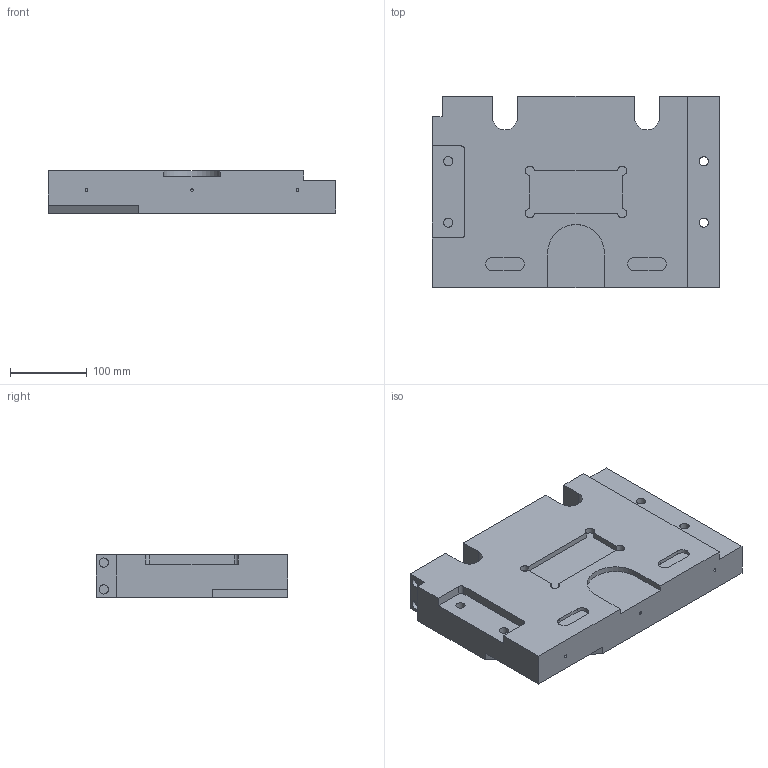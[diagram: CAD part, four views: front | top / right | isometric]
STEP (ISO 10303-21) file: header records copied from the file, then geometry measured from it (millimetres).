
FILE_DESCRIPTION(/* description */ (''),/* implementation_level */ '2;1');
FILE_NAME(/* name */ '',/* time_stamp */ '2024-06-13T18:57:45+09:00',/* author */ (''),/* organization */ (''),/* preprocessor_version */ 'ST-DEVELOPER v20',/* originating_system */ 'Autodesk Translation Framework v13.14.0.145',/* authorisation */ '');
FILE_SCHEMA (('AUTOMOTIVE_DESIGN { 1 0 10303 214 3 1 1 }'));
Length unit declared in the file: millimetre
Products named in the file (1): 検証用サンプル7maru
Bounding box: 375 x 250 x 55 mm (x, y, z)
Volume: 4377262.7 mm3; surface area: 275395.1 mm2
Topology: 1 solids, 1 shells, 80 faces, 195 edges, 130 vertices
Faces by surface type: plane 52, cylinder 28
Full cylindrical faces by diameter (mm): 3.5 x3, 12 x6, 20 x1, 150 x1
Entity records: 2396 total; most frequent: DIRECTION 413, CARTESIAN_POINT 406, ORIENTED_EDGE 390, EDGE_CURVE 195, LINE 139, VECTOR 139, AXIS2_PLACEMENT_3D 137, VERTEX_POINT 130
